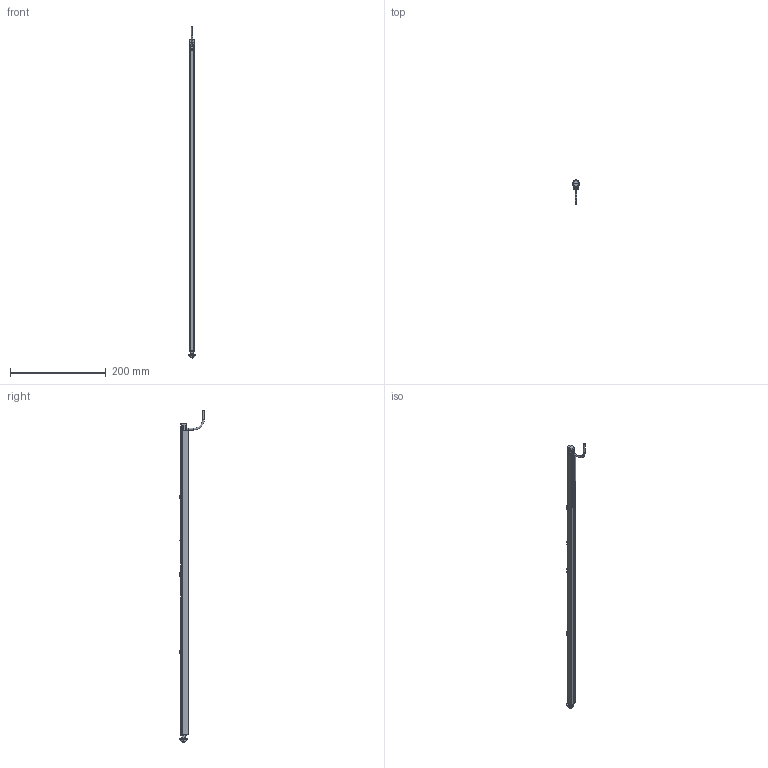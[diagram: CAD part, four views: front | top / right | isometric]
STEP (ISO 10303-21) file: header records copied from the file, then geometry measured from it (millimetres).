
FILE_DESCRIPTION((''),'2;1');
FILE_NAME('225892_ASM','2021-10-26T07:40:30',('PDMAdmin'),('BANNER ENGINEERING'),'CREO PARAMETRIC BY PTC INC, 2019292','CREO PARAMETRIC BY PTC INC, 2019292','');
FILE_SCHEMA(('CONFIG_CONTROL_DESIGN'));
Products named in the file (3): 813197_SM01; TTR_WEB_CABLE_SNUB; 225892_ASM
Assembly tree (2 placements, depth 2):
  225892_ASM
    813197_SM01
    TTR_WEB_CABLE_SNUB
Bounding box: 15 x 51.45 x 694.7 mm (x, y, z)
Volume: 106261.1 mm3; surface area: 48290.4 mm2
Topology: 3 solids, 3 shells, 862 faces, 2323 edges, 1437 vertices
Faces by surface type: plane 321, bspline 280, cylinder 150, cone 57, sphere 18, torus 16, revolution 12, extrusion 8
Entity records: 53581 total; most frequent: CARTESIAN_POINT 34748, ORIENTED_EDGE 4618, DIRECTION 2898, EDGE_CURVE 2309, VERTEX_POINT 1437, B_SPLINE_CURVE_WITH_KNOTS 1002, AXIS2_PLACEMENT_3D 984, VECTOR 918
